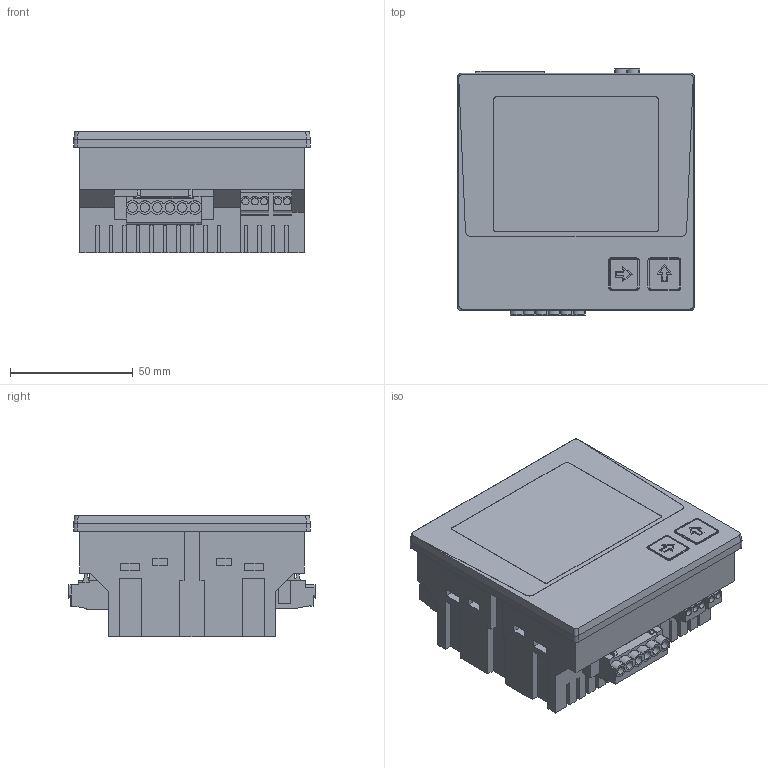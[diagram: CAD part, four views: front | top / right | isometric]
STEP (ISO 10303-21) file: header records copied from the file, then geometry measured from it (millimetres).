
FILE_DESCRIPTION(('CATIA V5 STEP Exchange','CAx-IF Rec.Pracs.--- Model Styling and Organization---1.4--- 2014-01-23'),'2;1');
FILE_NAME ('D1435546_1', '2020-08-27T06:51:05+00:00', ('none'), ('Weidmueller'), 'CATIA Version 5-6 Release 2016 SP3 HF44', 'CATIA V5 STEP AP214', 'none');
FILE_SCHEMA(('AUTOMOTIVE_DESIGN { 1 0 10303 214 1 1 1 1 }'));
Length unit declared in the file: millimetre
Products named in the file (1): S3D_ENERGY_METER_520_XXX
Bounding box: 96.5 x 100.2 x 49.65 mm (x, y, z)
Volume: 372411.7 mm3; surface area: 64709.2 mm2
Topology: 29 solids, 29 shells, 1467 faces, 4033 edges, 2708 vertices
Faces by surface type: plane 1180, cylinder 227, extrusion 32, cone 20, bspline 8
Entity records: 46721 total; most frequent: CARTESIAN_POINT 9841, ORIENTED_EDGE 8066, DIRECTION 5885, EDGE_CURVE 4033, VECTOR 3289, LINE 3257, VERTEX_POINT 2708, EDGE_LOOP 1561
